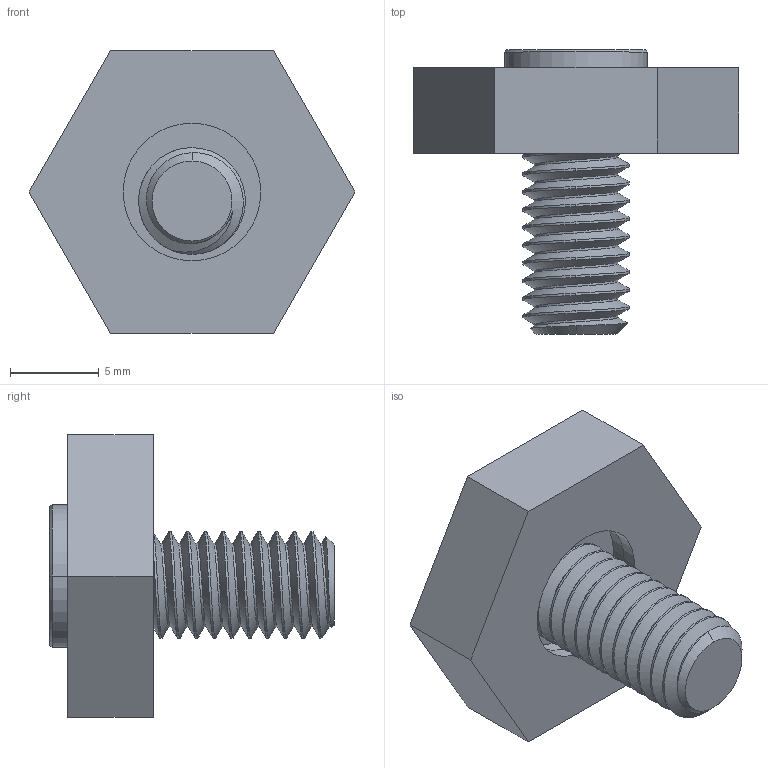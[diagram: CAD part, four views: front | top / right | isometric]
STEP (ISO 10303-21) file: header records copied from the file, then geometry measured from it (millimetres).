
FILE_DESCRIPTION (( 'STEP AP214' ), '1' );
FILE_NAME ('50206.STEP', '2022-06-02T19:29:35', ( '' ), ( '' ), 'SwSTEP 2.0', 'SolidWorks 2021', '' );
FILE_SCHEMA (( 'AUTOMOTIVE_DESIGN' ));
Length unit declared in the file: millimetre
Products named in the file (3): 50206; 10582_10582; 50365_50365
Assembly tree (2 placements, depth 2):
  50206
    10582_10582
    50365_50365
Bounding box: 18.33 x 16 x 15.88 mm (x, y, z)
Volume: 1230 mm3; surface area: 1310.1 mm2
Topology: 2 solids, 2 shells, 65 faces, 157 edges, 99 vertices
Faces by surface type: cylinder 30, plane 19, cone 13, bspline 3
Entity records: 3983 total; most frequent: CARTESIAN_POINT 2522, ORIENTED_EDGE 314, DIRECTION 254, EDGE_CURVE 157, VERTEX_POINT 99, AXIS2_PLACEMENT_3D 94, EDGE_LOOP 70, VECTOR 66
